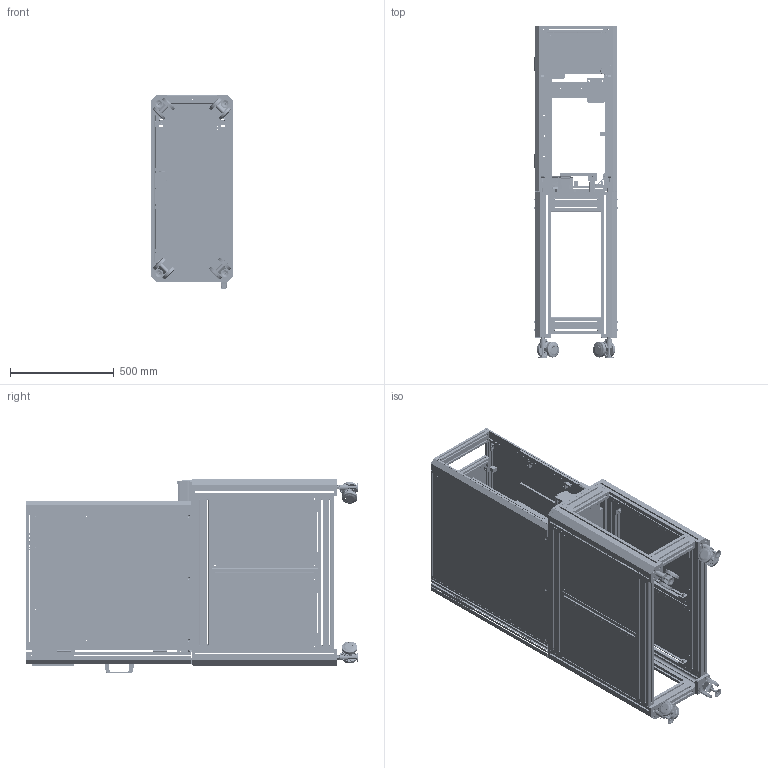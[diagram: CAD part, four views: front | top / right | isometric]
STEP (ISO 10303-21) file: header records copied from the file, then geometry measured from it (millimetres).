
FILE_DESCRIPTION (( 'STEP AP214' ), '1' );
FILE_NAME ('BDステーションモデル(fix-out).STEP', '2025-12-01T06:54:24', ( '' ), ( '' ), 'SwSTEP 2.0', 'SolidWorks 2023', '' );
FILE_SCHEMA (( 'AUTOMOTIVE_DESIGN' ));
Products named in the file (1): BDステーションモデル(fix-out)
Bounding box: 402.6 x 1600.03 x 935.37 mm (x, y, z)
Surface area: 9512795.9 mm2 (no closed solid volume)
Topology: 0 solids, 1219 shells, 3638 faces, 18750 edges, 16132 vertices
Faces by surface type: plane 2203, cylinder 1103, cone 158, bspline 144, torus 27, sphere 3
Entity records: 202760 total; most frequent: CARTESIAN_POINT 56016, DIRECTION 31657, ORIENTED_EDGE 22352, EDGE_CURVE 18705, VERTEX_POINT 16132, LINE 10925, VECTOR 10925, AXIS2_PLACEMENT_3D 10366
